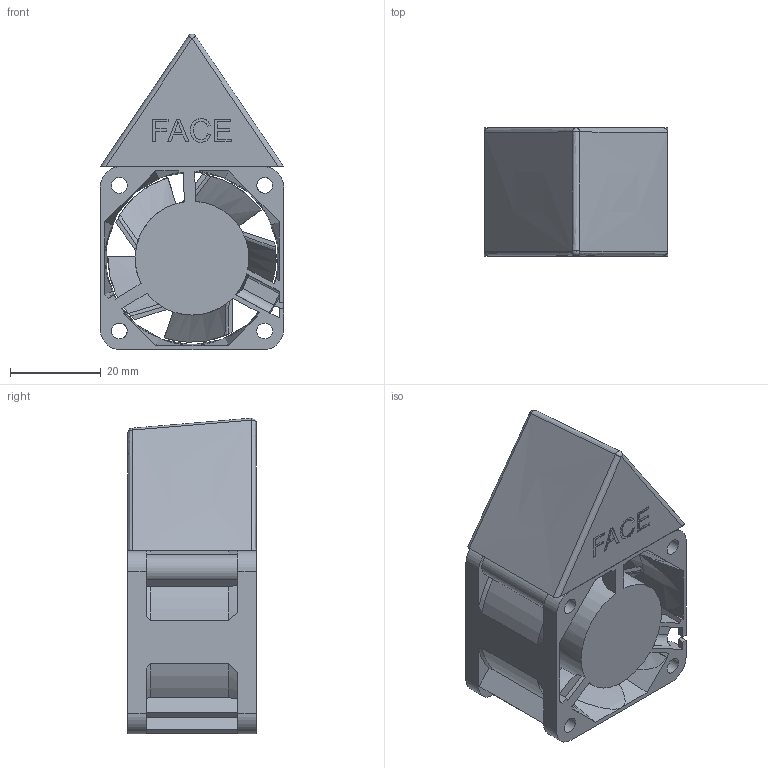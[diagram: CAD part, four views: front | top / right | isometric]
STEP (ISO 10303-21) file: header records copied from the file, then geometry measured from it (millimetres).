
FILE_DESCRIPTION(/* description */ (''),/* implementation_level */ '2;1');
FILE_NAME(/* name */ 'Head Fan Block.step',/* time_stamp */ '2025-09-28T17:33:39+02:00',/* author */ (''),/* organization */ (''),/* preprocessor_version */ 'ST-DEVELOPER v20.1',/* originating_system */ 'Autodesk Translation Framework v14.17.0.0',/* authorisation */ '');
FILE_SCHEMA (('AUTOMOTIVE_DESIGN { 1 0 10303 214 3 1 1 }'));
Length unit declared in the file: millimetre
Products named in the file (2): Head Fan Block; 4028o_RIBBED
Assembly tree (1 placements, depth 2):
  Head Fan Block
    4028o_RIBBED
Bounding box: 40.3 x 28.2 x 69.42 mm (x, y, z)
Volume: 37594.3 mm3; surface area: 19014.6 mm2
Topology: 2 solids, 3 shells, 304 faces, 870 edges, 568 vertices
Faces by surface type: plane 160, bspline 57, cone 47, cylinder 37, sphere 2, torus 1
Full cylindrical faces by diameter (mm): 3.5 x6, 25 x1
Entity records: 12067 total; most frequent: CARTESIAN_POINT 4476, ORIENTED_EDGE 1738, DIRECTION 1378, EDGE_CURVE 869, VERTEX_POINT 568, AXIS2_PLACEMENT_3D 487, LINE 404, VECTOR 404
